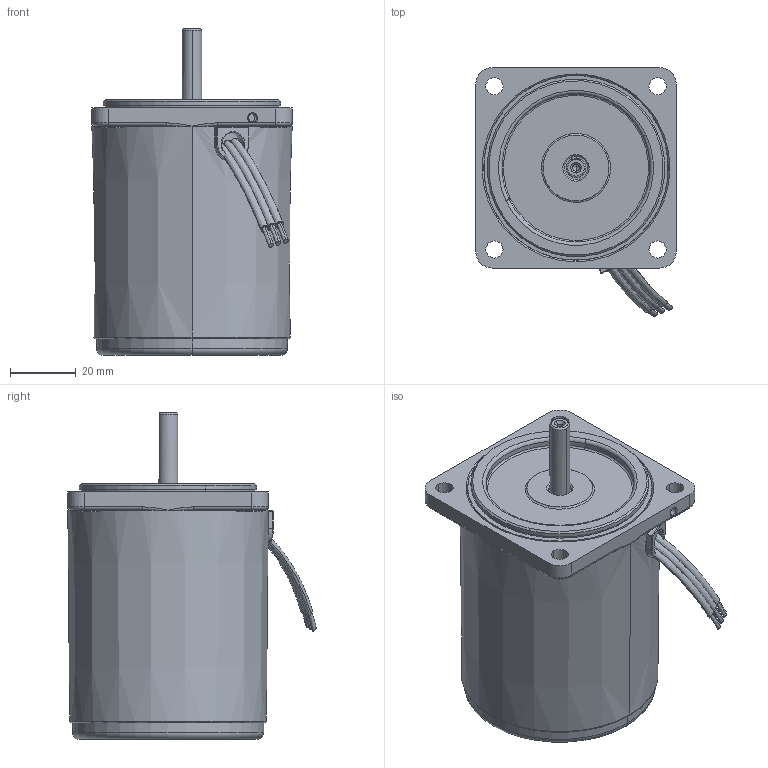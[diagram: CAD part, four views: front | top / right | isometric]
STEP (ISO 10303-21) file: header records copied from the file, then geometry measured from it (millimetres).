
FILE_DESCRIPTION (( 'STEP AP203' ), '1' );
FILE_NAME ('2TK3A-¡¼P-5CAD0¡¼3000Z0.STEP', '2018-04-23T01:04:28', ( '' ), ( '' ), 'SwSTEP 2.0', 'SolidWorks 2010', '' );
FILE_SCHEMA (( 'CONFIG_CONTROL_DESIGN' ));
Length unit declared in the file: millimetre
Products named in the file (6): 2TK3A-〖P-5CAD0〖3000Z0; M206_Default; 06A_0成品; C254_Default; 線扣; 出口線-3條
Assembly tree (5 placements, depth 2):
  2TK3A-〖P-5CAD0〖3000Z0
    線扣
    M206_Default
    C254_Default
    出口線-3條
    06A_0成品
Bounding box: 60.8 x 75.35 x 99 mm (x, y, z)
Volume: 218177 mm3; surface area: 30192.2 mm2
Topology: 7 solids, 7 shells, 221 faces, 525 edges, 319 vertices
Faces by surface type: cylinder 74, plane 66, torus 35, cone 22, bspline 20, sphere 4
Entity records: 8568 total; most frequent: CARTESIAN_POINT 2776, DIRECTION 1183, ORIENTED_EDGE 1022, EDGE_CURVE 511, AXIS2_PLACEMENT_3D 505, VERTEX_POINT 319, CIRCLE 296, EDGE_LOOP 256
